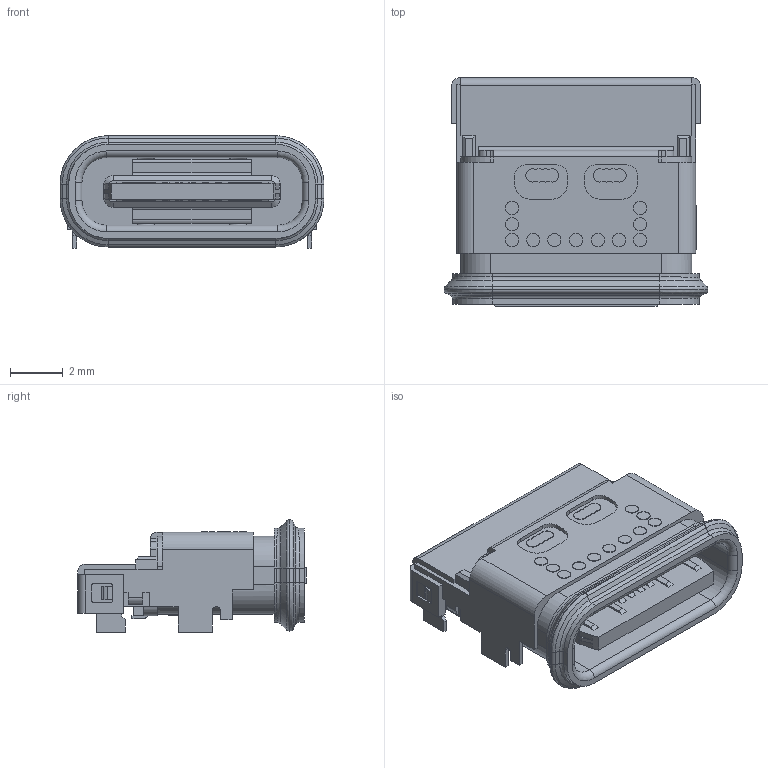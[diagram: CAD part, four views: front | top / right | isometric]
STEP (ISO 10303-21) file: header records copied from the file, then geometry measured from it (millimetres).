
FILE_DESCRIPTION(/* description */ (''),/* implementation_level */ '2;1');
FILE_NAME(/* name */ '2036150003wbm000_01_214.stp',/* time_stamp */ '2022-10-19T12:48:37+08:00',/* author */ (''),/* organization */ (''),/* preprocessor_version */ 'ST-DEVELOPER v16.7',/* originating_system */ 'SIEMENS PLM Software NX 1919',/* authorisation */ '');
FILE_SCHEMA (('AUTOMOTIVE_DESIGN { 1 0 10303 214 3 1 1 1 }'));
Length unit declared in the file: millimetre
Products named in the file (1): 2036150003wbm000_01
Bounding box: 9.99 x 8.65 x 4.25 mm (x, y, z)
Volume: 143.9 mm3; surface area: 461.6 mm2
Topology: 1 solids, 2 shells, 636 faces, 1683 edges, 1080 vertices
Faces by surface type: plane 389, cylinder 201, torus 20, bspline 14, cone 12
Full cylindrical faces by diameter (mm): 0.5 x11
Entity records: 21519 total; most frequent: CARTESIAN_POINT 5560, ORIENTED_EDGE 3344, DIRECTION 3296, EDGE_CURVE 1672, LINE 1196, VECTOR 1196, VERTEX_POINT 1080, AXIS2_PLACEMENT_3D 1050
